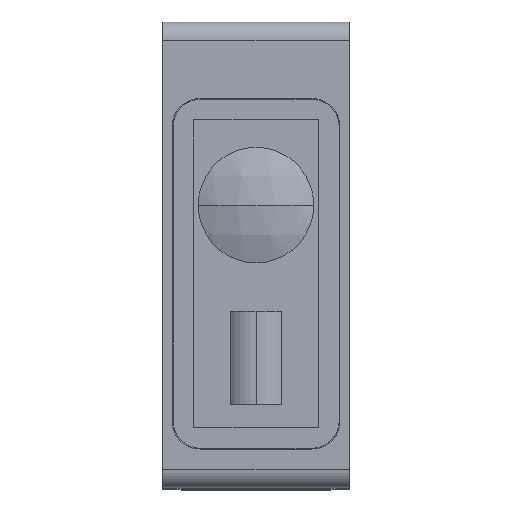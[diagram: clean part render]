
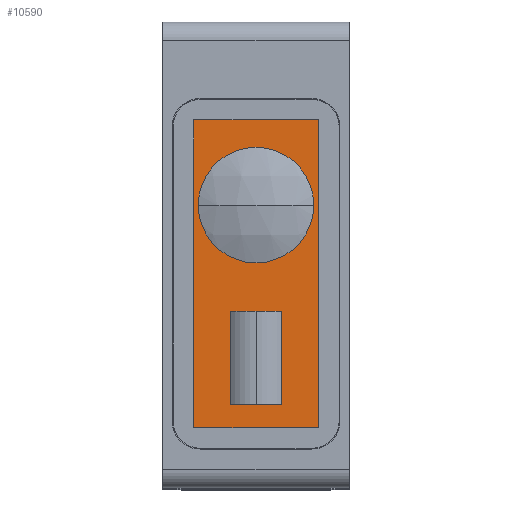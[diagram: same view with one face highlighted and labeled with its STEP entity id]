
A CAD part, top view. The second image highlights one B-rep face of the part: STEP entity #10590.
In plain terms, the highlighted planar face has unit normal (0, 0, 1).
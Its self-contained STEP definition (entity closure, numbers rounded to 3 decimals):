
#67 = CARTESIAN_POINT ( 'NONE',  ( 2.762, -16.007, 23.4 ) ) ;
#96 = VECTOR ( 'NONE', #2684, 1000. ) ;
#232 = LINE ( 'NONE', #1335, #4909 ) ;
#369 = DIRECTION ( 'NONE',  ( -1., 0., 0. ) ) ;
#697 = CARTESIAN_POINT ( 'NONE',  ( 6.72, -18.507, 23.4 ) ) ;
#791 = EDGE_CURVE ( 'NONE', #4212, #11923, #10032, .T. ) ;
#1031 = LINE ( 'NONE', #11237, #3228 ) ;
#1089 = LINE ( 'NONE', #2657, #10719 ) ;
#1108 = CARTESIAN_POINT ( 'NONE',  ( -2.762, -6.007, 23.4 ) ) ;
#1175 = VECTOR ( 'NONE', #1681, 1000. ) ;
#1216 = EDGE_CURVE ( 'NONE', #4742, #6082, #11463, .T. ) ;
#1308 = FACE_BOUND ( 'NONE', #2732, .T. ) ;
#1335 = CARTESIAN_POINT ( 'NONE',  ( 2.762, -6.007, 23.4 ) ) ;
#1597 = ORIENTED_EDGE ( 'NONE', *, *, #10085, .T. ) ;
#1681 = DIRECTION ( 'NONE',  ( 1., 0., 0. ) ) ;
#1784 = LINE ( 'NONE', #8218, #1175 ) ;
#1850 = VECTOR ( 'NONE', #5657, 1000. ) ;
#1881 = EDGE_CURVE ( 'NONE', #11135, #4212, #9522, .T. ) ;
#1954 = CARTESIAN_POINT ( 'NONE',  ( 2.762, -6.007, 23.4 ) ) ;
#2050 = ORIENTED_EDGE ( 'NONE', *, *, #11301, .F. ) ;
#2162 = EDGE_CURVE ( 'NONE', #7614, #3226, #5520, .T. ) ;
#2217 = DIRECTION ( 'NONE',  ( 0., 0., 1. ) ) ;
#2484 = CARTESIAN_POINT ( 'NONE',  ( -6.68, -18.507, 23.4 ) ) ;
#2657 = CARTESIAN_POINT ( 'NONE',  ( 6.72, 14.493, 23.4 ) ) ;
#2684 = DIRECTION ( 'NONE',  ( 0., -1., 0. ) ) ;
#2716 = VERTEX_POINT ( 'NONE', #67 ) ;
#2732 = EDGE_LOOP ( 'NONE', ( #3190, #3508, #7643, #2050 ) ) ;
#2919 = ORIENTED_EDGE ( 'NONE', *, *, #1881, .T. ) ;
#3053 = AXIS2_PLACEMENT_3D ( 'NONE', #4311, #10810, #5253 ) ;
#3190 = ORIENTED_EDGE ( 'NONE', *, *, #1216, .F. ) ;
#3202 = FACE_BOUND ( 'NONE', #11227, .T. ) ;
#3226 = VERTEX_POINT ( 'NONE', #5916 ) ;
#3228 = VECTOR ( 'NONE', #7525, 1000. ) ;
#3508 = ORIENTED_EDGE ( 'NONE', *, *, #11617, .F. ) ;
#3700 = AXIS2_PLACEMENT_3D ( 'NONE', #7828, #2217, #8738 ) ;
#4057 = CIRCLE ( 'NONE', #4883, 6.196 ) ;
#4212 = VERTEX_POINT ( 'NONE', #7548 ) ;
#4311 = CARTESIAN_POINT ( 'NONE',  ( -6., -17.8, 23.4 ) ) ;
#4375 = ORIENTED_EDGE ( 'NONE', *, *, #2162, .F. ) ;
#4459 = CARTESIAN_POINT ( 'NONE',  ( -2.762, -16.007, 23.4 ) ) ;
#4701 = CARTESIAN_POINT ( 'NONE',  ( 2.762, -6.007, 23.4 ) ) ;
#4742 = VERTEX_POINT ( 'NONE', #1954 ) ;
#4883 = AXIS2_PLACEMENT_3D ( 'NONE', #11543, #5974, #369 ) ;
#4909 = VECTOR ( 'NONE', #6951, 1000. ) ;
#5081 = VECTOR ( 'NONE', #9154, 1000. ) ;
#5209 = PLANE ( 'NONE',  #3053 ) ;
#5253 = DIRECTION ( 'NONE',  ( 1., 0., 0. ) ) ;
#5520 = CIRCLE ( 'NONE', #3700, 6.196 ) ;
#5609 = CARTESIAN_POINT ( 'NONE',  ( 6.72, 14.493, 23.4 ) ) ;
#5657 = DIRECTION ( 'NONE',  ( -1., 0., 0. ) ) ;
#5675 = LINE ( 'NONE', #11960, #96 ) ;
#5694 = FACE_OUTER_BOUND ( 'NONE', #11811, .T. ) ;
#5916 = CARTESIAN_POINT ( 'NONE',  ( -6.196, 5.366, 23.4 ) ) ;
#5974 = DIRECTION ( 'NONE',  ( 0., 0., 1. ) ) ;
#6082 = VERTEX_POINT ( 'NONE', #1108 ) ;
#6144 = ORIENTED_EDGE ( 'NONE', *, *, #11788, .T. ) ;
#6951 = DIRECTION ( 'NONE',  ( 0., 1., 0. ) ) ;
#7196 = VERTEX_POINT ( 'NONE', #10347 ) ;
#7304 = ORIENTED_EDGE ( 'NONE', *, *, #9600, .F. ) ;
#7525 = DIRECTION ( 'NONE',  ( 0., -1., 0. ) ) ;
#7548 = CARTESIAN_POINT ( 'NONE',  ( 6.72, -18.507, 23.4 ) ) ;
#7614 = VERTEX_POINT ( 'NONE', #11908 ) ;
#7643 = ORIENTED_EDGE ( 'NONE', *, *, #9912, .F. ) ;
#7828 = CARTESIAN_POINT ( 'NONE',  ( 0., 5.366, 23.4 ) ) ;
#8066 = CARTESIAN_POINT ( 'NONE',  ( -6.68, -18.507, 23.4 ) ) ;
#8087 = DIRECTION ( 'NONE',  ( 1., 0., 0. ) ) ;
#8218 = CARTESIAN_POINT ( 'NONE',  ( 2.762, -16.007, 23.4 ) ) ;
#8249 = DIRECTION ( 'NONE',  ( -1., 0., 0. ) ) ;
#8738 = DIRECTION ( 'NONE',  ( -1., 0., 0. ) ) ;
#9154 = DIRECTION ( 'NONE',  ( 0., 1., 0. ) ) ;
#9522 = LINE ( 'NONE', #2484, #11991 ) ;
#9600 = EDGE_CURVE ( 'NONE', #3226, #7614, #4057, .T. ) ;
#9862 = VERTEX_POINT ( 'NONE', #4459 ) ;
#9912 = EDGE_CURVE ( 'NONE', #9862, #2716, #1784, .T. ) ;
#10032 = LINE ( 'NONE', #697, #5081 ) ;
#10085 = EDGE_CURVE ( 'NONE', #7196, #11135, #1031, .T. ) ;
#10347 = CARTESIAN_POINT ( 'NONE',  ( -6.68, 14.493, 23.4 ) ) ;
#10470 = ORIENTED_EDGE ( 'NONE', *, *, #791, .T. ) ;
#10590 = ADVANCED_FACE ( 'NONE', ( #1308, #5694, #3202 ), #5209, .T. ) ;
#10719 = VECTOR ( 'NONE', #8249, 1000. ) ;
#10810 = DIRECTION ( 'NONE',  ( 0., 0., 1. ) ) ;
#11135 = VERTEX_POINT ( 'NONE', #8066 ) ;
#11227 = EDGE_LOOP ( 'NONE', ( #7304, #4375 ) ) ;
#11237 = CARTESIAN_POINT ( 'NONE',  ( -6.68, 14.493, 23.4 ) ) ;
#11301 = EDGE_CURVE ( 'NONE', #6082, #9862, #5675, .T. ) ;
#11463 = LINE ( 'NONE', #4701, #1850 ) ;
#11543 = CARTESIAN_POINT ( 'NONE',  ( 0., 5.366, 23.4 ) ) ;
#11617 = EDGE_CURVE ( 'NONE', #2716, #4742, #232, .T. ) ;
#11788 = EDGE_CURVE ( 'NONE', #11923, #7196, #1089, .T. ) ;
#11811 = EDGE_LOOP ( 'NONE', ( #2919, #10470, #6144, #1597 ) ) ;
#11908 = CARTESIAN_POINT ( 'NONE',  ( 6.196, 5.366, 23.4 ) ) ;
#11923 = VERTEX_POINT ( 'NONE', #5609 ) ;
#11960 = CARTESIAN_POINT ( 'NONE',  ( -2.762, -6.007, 23.4 ) ) ;
#11991 = VECTOR ( 'NONE', #8087, 1000. ) ;
